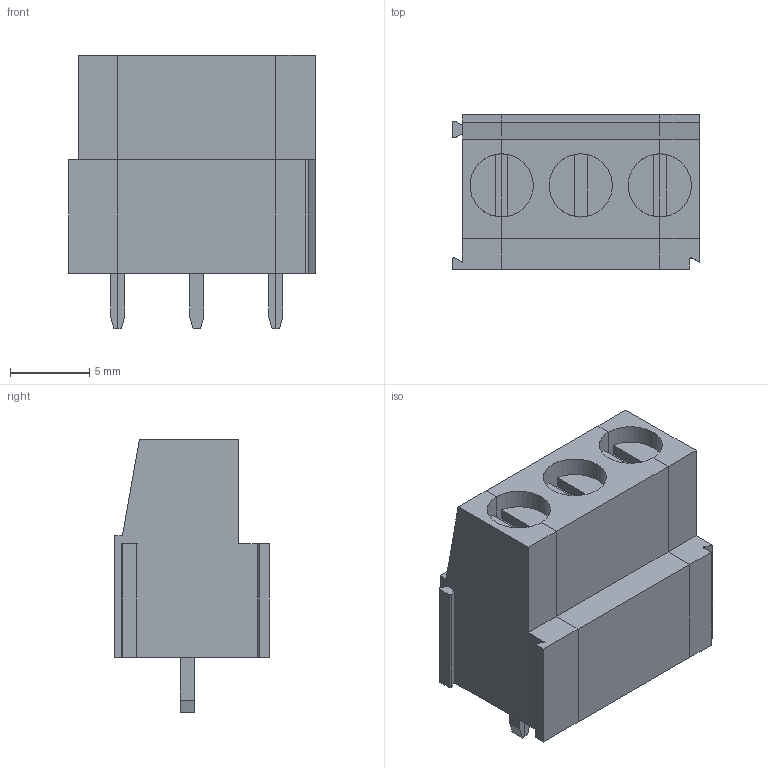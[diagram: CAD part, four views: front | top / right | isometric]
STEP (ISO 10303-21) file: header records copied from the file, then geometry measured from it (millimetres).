
FILE_DESCRIPTION(('FreeCAD Model'),'2;1');
FILE_NAME('Horizontal-2167-03.step' ,'2021-07-08T18:36:28',('Author'),(''), 'Open CASCADE STEP processor 7.3','FreeCAD','Unknown');
FILE_SCHEMA(('AUTOMOTIVE_DESIGN { 1 0 10303 214 1 1 1 1 }'));
Length unit declared in the file: millimetre
Products named in the file (4): Assem1; CLL5_SX; CLL5_DX; CLL5_CNT
Assembly tree (3 placements, depth 2):
  Assem1
    CLL5_SX
    CLL5_DX
    CLL5_CNT
Bounding box: 15.6 x 9.8 x 17.3 mm (x, y, z)
Volume: 1507.4 mm3; surface area: 1665.7 mm2
Topology: 3 solids, 3 shells, 175 faces, 483 edges, 318 vertices
Faces by surface type: plane 164, cylinder 11
Full cylindrical faces by diameter (mm): 4 x1
Entity records: 13101 total; most frequent: CARTESIAN_POINT 2061, DIRECTION 1821, LINE 1380, VECTOR 1380, ORIENTED_EDGE 966, PCURVE 966, DEFINITIONAL_REPRESENTATION 966, EDGE_CURVE 483
